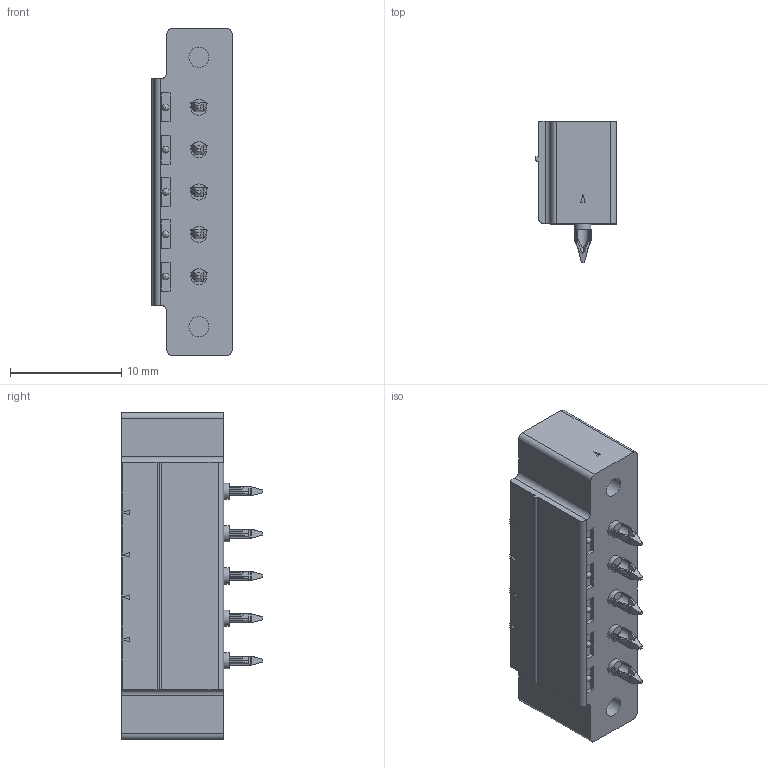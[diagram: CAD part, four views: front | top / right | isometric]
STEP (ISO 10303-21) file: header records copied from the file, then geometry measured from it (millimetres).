
FILE_DESCRIPTION(/* description */ ('SolidDesigner STEP Export'),/* implementation_level */ '2;1');
FILE_NAME(/* name */ 'Conector Phoenix 18793112.stp',/* time_stamp */ '2023-10-24T13:23:53-03:00',/* author */ ('rogerio.marcondeli'),/* organization */ (''),/* preprocessor_version */ 'ST-DEVELOPER v18.1',/* originating_system */ 'Autodesk Inventor 2022',/* authorisation */ '');
FILE_SCHEMA (('AUTOMOTIVE_DESIGN { 1 0 10303 214 3 1 1 }'));
Length unit declared in the file: millimetre
Products named in the file (2): Conector Phoenix 1879311; emcv_1.5-5-gf-3.81
Assembly tree (1 placements, depth 2):
  Conector Phoenix 1879311
    emcv_1.5-5-gf-3.81
Bounding box: 7.25 x 12.7 x 29.44 mm (x, y, z)
Volume: 1202.9 mm3; surface area: 2117.4 mm2
Topology: 1 solids, 1 shells, 545 faces, 1357 edges, 853 vertices
Faces by surface type: plane 425, cylinder 110, sphere 5, cone 5
Full cylindrical faces by diameter (mm): 0.457 x1, 1.45 x5, 1.6 x4, 1.8 x2, 2.5 x2
Entity records: 16725 total; most frequent: CARTESIAN_POINT 2938, DIRECTION 2727, ORIENTED_EDGE 2704, EDGE_CURVE 1352, LINE 1043, VECTOR 1043, VERTEX_POINT 853, AXIS2_PLACEMENT_3D 842
